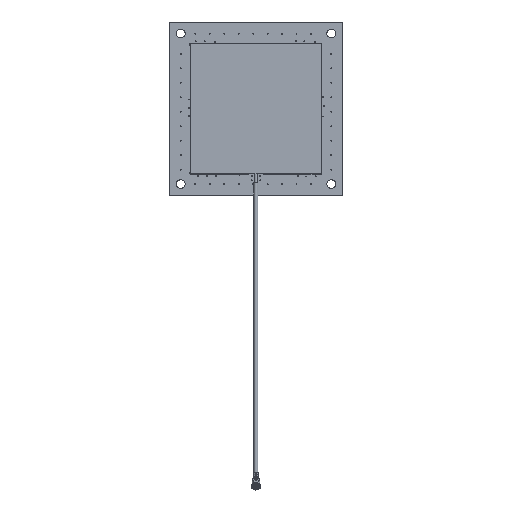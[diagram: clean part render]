
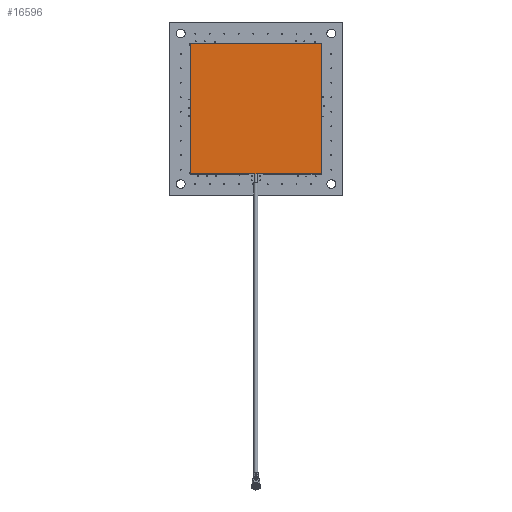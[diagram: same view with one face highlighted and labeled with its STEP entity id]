
A CAD part, top view. The second image highlights one B-rep face of the part: STEP entity #16596.
In plain terms, the highlighted planar face has unit normal (0, 0, 1).
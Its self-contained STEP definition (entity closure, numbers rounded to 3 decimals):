
#251 = ORIENTED_EDGE ( 'NONE', *, *, #24522, .T. ) ;
#316 = ORIENTED_EDGE ( 'NONE', *, *, #24934, .T. ) ;
#2189 = CARTESIAN_POINT ( 'NONE',  ( 276.552, 397.253, 5. ) ) ;
#2984 = DIRECTION ( 'NONE',  ( 0., 1., 0. ) ) ;
#3252 = VERTEX_POINT ( 'NONE', #3705 ) ;
#3705 = CARTESIAN_POINT ( 'NONE',  ( 276.552, 397.253, 5. ) ) ;
#4168 = EDGE_LOOP ( 'NONE', ( #316, #13918, #14661, #251 ) ) ;
#4533 = EDGE_CURVE ( 'NONE', #4933, #7170, #22424, .T. ) ;
#4787 = CARTESIAN_POINT ( 'NONE',  ( 231.552, 352.253, 5. ) ) ;
#4820 = VECTOR ( 'NONE', #12323, 1000. ) ;
#4933 = VERTEX_POINT ( 'NONE', #4787 ) ;
#5139 = LINE ( 'NONE', #7471, #9771 ) ;
#5622 = CARTESIAN_POINT ( 'NONE',  ( 231.552, 397.253, 5. ) ) ;
#7170 = VERTEX_POINT ( 'NONE', #11195 ) ;
#7271 = LINE ( 'NONE', #32704, #17882 ) ;
#7471 = CARTESIAN_POINT ( 'NONE',  ( 276.552, 352.253, 5. ) ) ;
#8358 = DIRECTION ( 'NONE',  ( 0., 0., 1. ) ) ;
#9771 = VECTOR ( 'NONE', #2984, 1000. ) ;
#11195 = CARTESIAN_POINT ( 'NONE',  ( 276.552, 352.253, 5. ) ) ;
#11339 = DIRECTION ( 'NONE',  ( 0., -1., 0. ) ) ;
#12323 = DIRECTION ( 'NONE',  ( -1., 0., 0. ) ) ;
#12447 = DIRECTION ( 'NONE',  ( 0., -1., 0. ) ) ;
#13918 = ORIENTED_EDGE ( 'NONE', *, *, #4533, .T. ) ;
#14661 = ORIENTED_EDGE ( 'NONE', *, *, #20731, .T. ) ;
#16333 = PLANE ( 'NONE',  #31278 ) ;
#16596 = ADVANCED_FACE ( 'NONE', ( #31312 ), #16333, .T. ) ;
#17882 = VECTOR ( 'NONE', #12447, 1000. ) ;
#20731 = EDGE_CURVE ( 'NONE', #7170, #3252, #5139, .T. ) ;
#20803 = VERTEX_POINT ( 'NONE', #5622 ) ;
#22424 = LINE ( 'NONE', #26900, #30383 ) ;
#23634 = CARTESIAN_POINT ( 'NONE',  ( 254.052, 374.753, 5. ) ) ;
#24413 = DIRECTION ( 'NONE',  ( 1., 0., 0. ) ) ;
#24522 = EDGE_CURVE ( 'NONE', #3252, #20803, #24926, .T. ) ;
#24926 = LINE ( 'NONE', #2189, #4820 ) ;
#24934 = EDGE_CURVE ( 'NONE', #20803, #4933, #7271, .T. ) ;
#26900 = CARTESIAN_POINT ( 'NONE',  ( 276.552, 352.253, 5. ) ) ;
#30383 = VECTOR ( 'NONE', #24413, 1000. ) ;
#31278 = AXIS2_PLACEMENT_3D ( 'NONE', #23634, #8358, #11339 ) ;
#31312 = FACE_OUTER_BOUND ( 'NONE', #4168, .T. ) ;
#32704 = CARTESIAN_POINT ( 'NONE',  ( 231.552, 352.253, 5. ) ) ;
